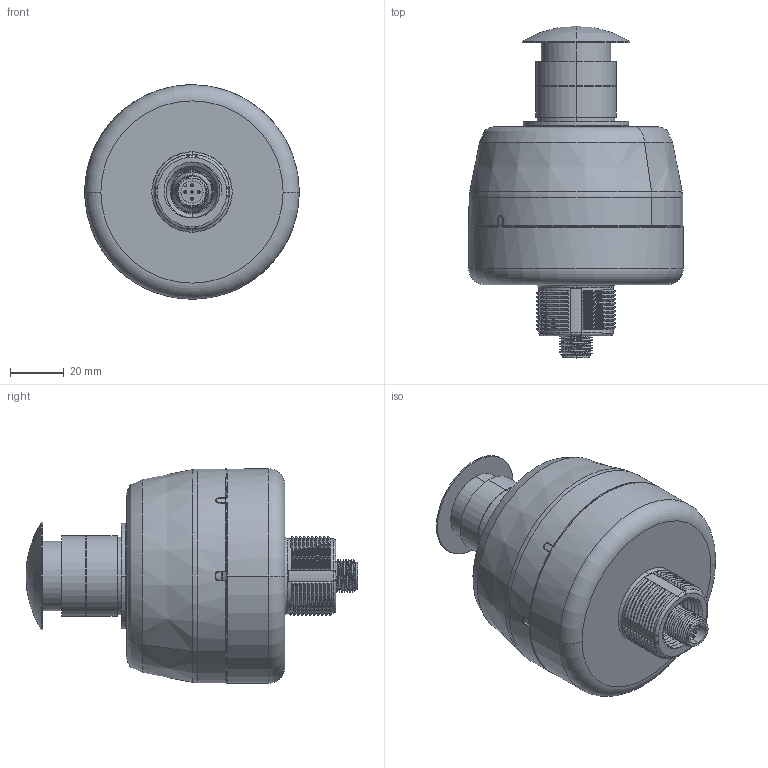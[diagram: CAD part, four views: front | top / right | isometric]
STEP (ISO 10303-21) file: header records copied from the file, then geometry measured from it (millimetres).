
FILE_DESCRIPTION((''),'2;1');
FILE_NAME('205621_ASM','2018-06-26T',('pdmadmin'),('BANNER ENGINEERING'),'CREO PARAMETRIC BY PTC INC, 2016260','CREO PARAMETRIC BY PTC INC, 2016260','');
FILE_SCHEMA(('CONFIG_CONTROL_DESIGN'));
Products named in the file (16): 159982; 141960; 41089; 129247_AF35; 129248_AF31; 129249_AF31; 129250_AF31; 129251_AF31; 133481_ASM; 162433_ASM; 160390; 159984; 197062_ASM; 197061_PART1; 169002; 205621_ASM
Assembly tree (15 placements, depth 4):
  205621_ASM
    162433_ASM
      159982
      141960
      133481_ASM
        41089
        129247_AF35
        129248_AF31
        129249_AF31
        129250_AF31
        129251_AF31
    160390
    197062_ASM
      159984
    197061_PART1
    169002
Bounding box: 80 x 123.85 x 80 mm (x, y, z)
Volume: 114000.2 mm3; surface area: 64432.1 mm2
Topology: 12 solids, 12 shells, 827 faces, 2050 edges, 1298 vertices
Faces by surface type: cylinder 312, bspline 223, plane 144, torus 92, cone 44, sphere 12
Entity records: 76660 total; most frequent: CARTESIAN_POINT 58131, ORIENTED_EDGE 4096, DIRECTION 3370, EDGE_CURVE 2048, AXIS2_PLACEMENT_3D 1366, VERTEX_POINT 1298, EDGE_LOOP 890, FACE_OUTER_BOUND 827
